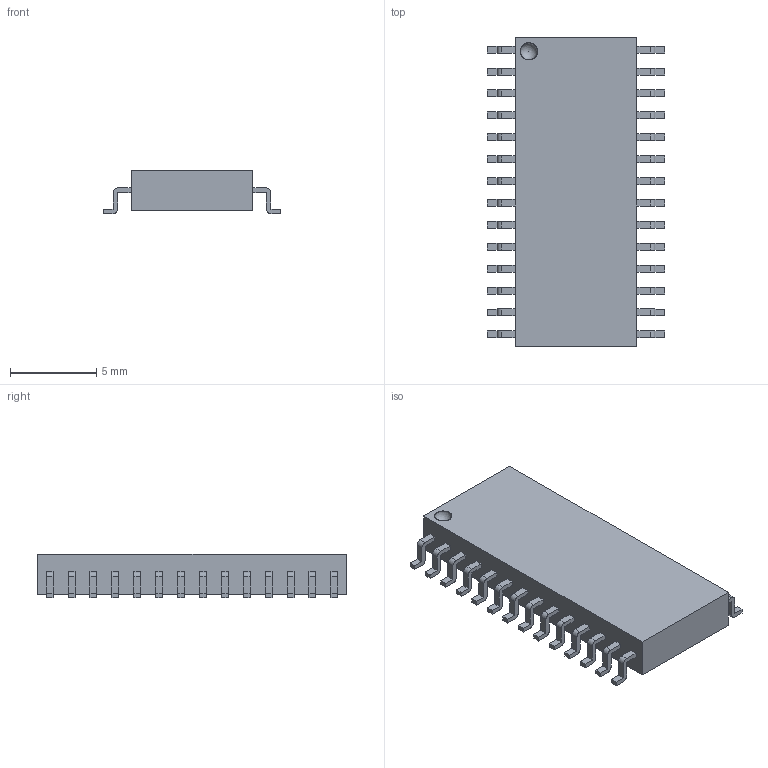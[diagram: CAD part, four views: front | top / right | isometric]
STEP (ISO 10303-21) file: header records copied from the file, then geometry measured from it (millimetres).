
FILE_DESCRIPTION( ( '' ), ' ' );
FILE_NAME( '593be2f3140ac30f9b92704a.step', '2017-06-10T12:15:47', ( '' ), ( '' ), ' ', ' ', ' ' );
FILE_SCHEMA( ( 'AUTOMOTIVE_DESIGN { 1 0 10303 214 1 1 1 1 }' ) );
Length unit declared in the file: metre
Products named in the file (30): Part 30; Part 29; Open CASCADE STEP translator 6.8 58; Open CASCADE STEP translator 6.8 57; Open CASCADE STEP translator 6.8 56; Open CASCADE STEP translator 6.8 55; Open CASCADE STEP translator 6.8 54; Open CASCADE STEP translator 6.8 53; Open CASCADE STEP translator 6.8 52; Open CASCADE STEP translator 6.8 51; Open CASCADE STEP translator 6.8 50; Open CASCADE STEP translator 6.8 49; Open CASCADE STEP translator 6.8 48; Open CASCADE STEP translator 6.8 47; Open CASCADE STEP translator 6.8 46; Open CASCADE STEP translator 6.8 45; Open CASCADE STEP translator 6.8 44; Open CASCADE STEP translator 6.8 43; Open CASCADE STEP translator 6.8 42; Open CASCADE STEP translator 6.8 41; Open CASCADE STEP translator 6.8 40; Open CASCADE STEP translator 6.8 39; Open CASCADE STEP translator 6.8 38; Open CASCADE STEP translator 6.8 37; Open CASCADE STEP translator 6.8 36; Open CASCADE STEP translator 6.8 35; Open CASCADE STEP translator 6.8 34; Open CASCADE STEP translator 6.8 33; Open CASCADE STEP translator 6.8 32; Open CASCADE STEP translator 6.8 31
Bounding box: 10.31 x 17.91 x 2.54 mm (x, y, z)
Volume: 303.8 mm3; surface area: 482.7 mm2
Topology: 30 solids, 30 shells, 346 faces, 861 edges, 574 vertices
Faces by surface type: plane 287, cylinder 56, sphere 3
Entity records: 17457 total; most frequent: CARTESIAN_POINT 1871, ORIENTED_EDGE 1710, DIRECTION 1704, STYLED_ITEM 1186, PRESENTATION_STYLE_ASSIGNMENT 1186, COLOUR_RGB 1186, EDGE_CURVE 855, CURVE_STYLE 840
